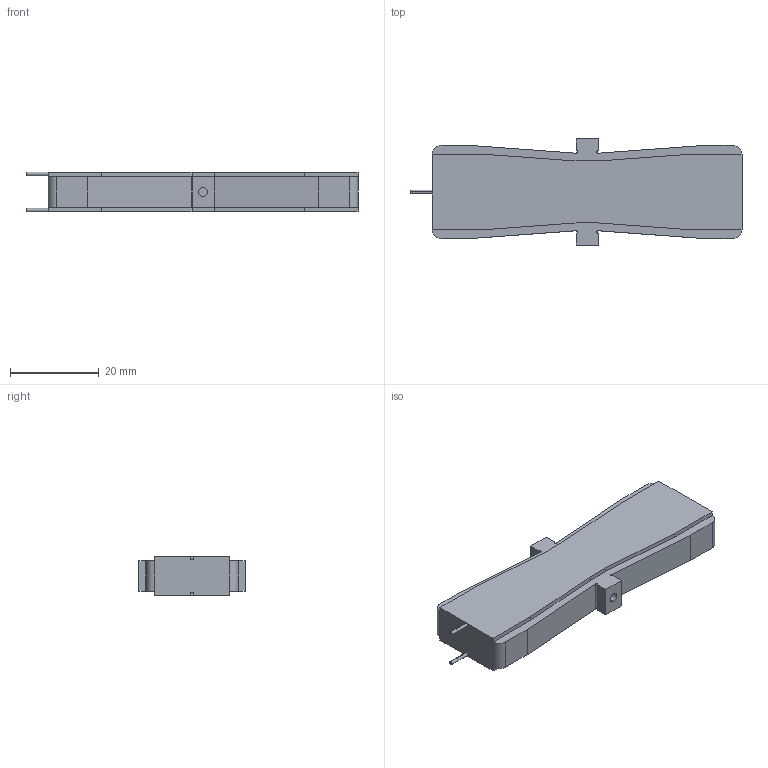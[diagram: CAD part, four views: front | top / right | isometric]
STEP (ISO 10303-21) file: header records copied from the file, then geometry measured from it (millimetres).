
FILE_DESCRIPTION (( 'STEP AP203' ), '1' );
FILE_NAME ('500R7Ä£ÐÍ3DÍ¼2021.05.18.STEP', '2021-05-18T05:17:18', ( 'Micorosoft' ), ( 'Micorosoft' ), 'SwSTEP 2.0', 'SolidWorks 2016', '' );
FILE_SCHEMA (( 'CONFIG_CONTROL_DESIGN' ));
Length unit declared in the file: millimetre
Products named in the file (1): 500R7耀倰3D芞2021.05.18
Bounding box: 75 x 24 x 9 mm (x, y, z)
Volume: 11992.7 mm3; surface area: 4587.9 mm2
Topology: 1 solids, 1 shells, 64 faces, 168 edges, 108 vertices
Faces by surface type: plane 46, cylinder 18
Entity records: 2029 total; most frequent: CARTESIAN_POINT 341, ORIENTED_EDGE 336, DIRECTION 334, EDGE_CURVE 168, VECTOR 132, LINE 132, VERTEX_POINT 108, AXIS2_PLACEMENT_3D 101
